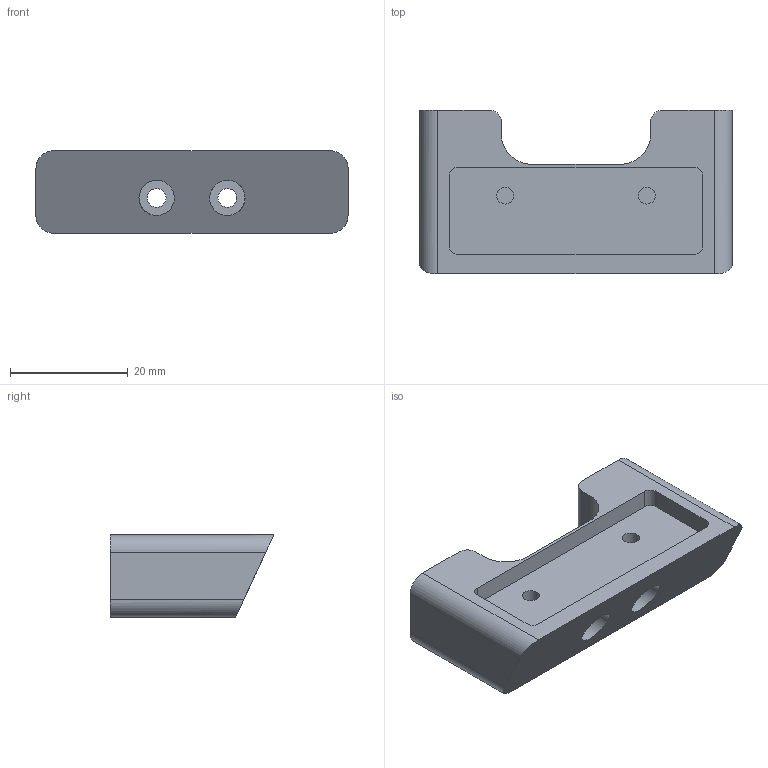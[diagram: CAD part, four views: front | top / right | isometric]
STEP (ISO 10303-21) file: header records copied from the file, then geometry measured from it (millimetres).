
FILE_DESCRIPTION(/* description */ (''),/* implementation_level */ '2;1');
FILE_NAME(/* name */ 'Brace.step',/* time_stamp */ '2025-03-16T11:59:09+01:00',/* author */ (''),/* organization */ (''),/* preprocessor_version */ 'ST-DEVELOPER v20',/* originating_system */ 'Autodesk Translation Framework v13.20.0.188',/* authorisation */ '');
FILE_SCHEMA (('AUTOMOTIVE_DESIGN { 1 0 10303 214 3 1 1 }'));
Length unit declared in the file: millimetre
Products named in the file (1): Brace
Bounding box: 52.99 x 27.8 x 14 mm (x, y, z)
Volume: 11601 mm3; surface area: 5758.3 mm2
Topology: 1 solids, 1 shells, 41 faces, 102 edges, 68 vertices
Faces by surface type: plane 21, cylinder 20
Full cylindrical faces by diameter (mm): 2.9 x2, 3.2 x2, 5.2 x2, 6 x2
Entity records: 1291 total; most frequent: DIRECTION 224, CARTESIAN_POINT 224, ORIENTED_EDGE 204, EDGE_CURVE 102, AXIS2_PLACEMENT_3D 83, VERTEX_POINT 68, LINE 58, VECTOR 58
